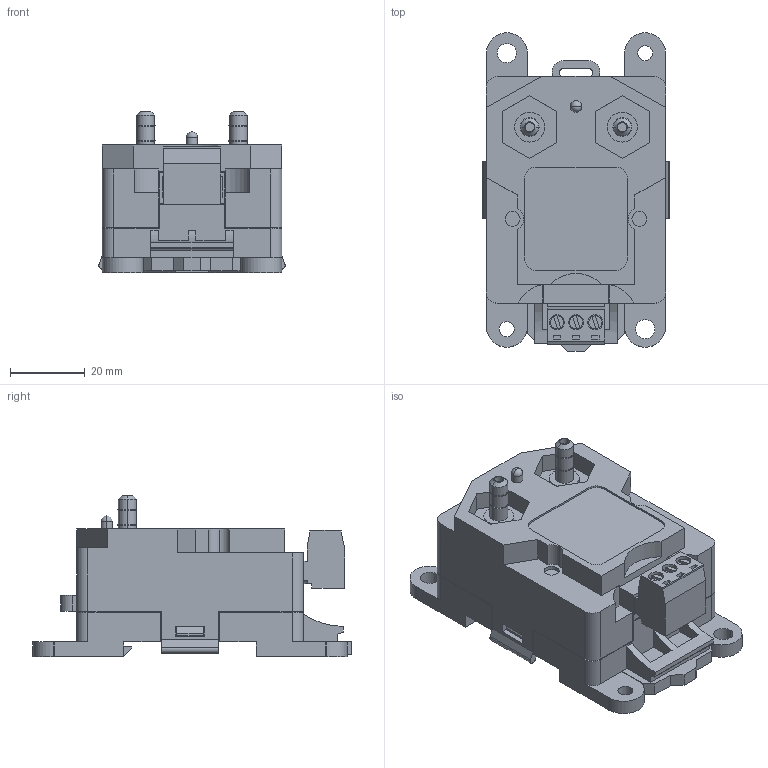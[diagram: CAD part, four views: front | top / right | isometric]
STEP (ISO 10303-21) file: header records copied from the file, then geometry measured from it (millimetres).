
FILE_DESCRIPTION (( 'STEP AP214' ), '1' );
FILE_NAME ('DPTA-20-P1B.STEP', '2013-11-26T14:06:50', ( '' ), ( '' ), 'SwSTEP 2.0', 'SolidWorks 2013', '' );
FILE_SCHEMA (( 'AUTOMOTIVE_DESIGN' ));
Length unit declared in the file: millimetre
Products named in the file (1): DPTA-20-P1B
Bounding box: 49.76 x 85.01 x 43.1 mm (x, y, z)
Volume: 29683.8 mm3; surface area: 34742.8 mm2
Topology: 11 solids, 11 shells, 506 faces, 1334 edges, 876 vertices
Faces by surface type: plane 354, cylinder 134, cone 16, sphere 2
Entity records: 17812 total; most frequent: CARTESIAN_POINT 2787, ORIENTED_EDGE 2660, DIRECTION 2613, EDGE_CURVE 1330, LINE 1037, VECTOR 1037, VERTEX_POINT 874, AXIS2_PLACEMENT_3D 788
